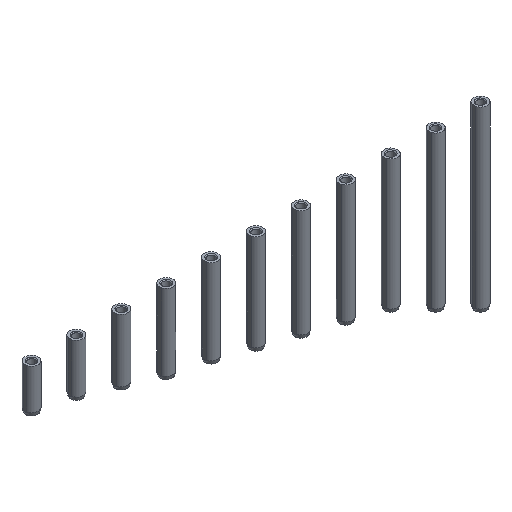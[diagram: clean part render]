
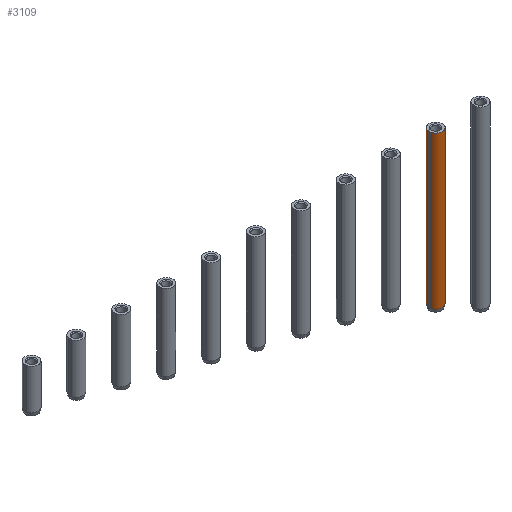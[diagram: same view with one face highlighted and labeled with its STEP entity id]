
A CAD part, isometric view. The second image highlights one B-rep face of the part: STEP entity #3109.
In plain terms, the highlighted free-form (B-spline) face has degree [2, 1] with [7, 2] control points.
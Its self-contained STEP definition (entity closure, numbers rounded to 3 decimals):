
#3072 = EDGE_CURVE('',#3073,#3075,#3077,.T.);
#3073 = VERTEX_POINT('',#3074);
#3074 = CARTESIAN_POINT('',(337.305,-928.455,
    28.034));
#3075 = VERTEX_POINT('',#3076);
#3076 = CARTESIAN_POINT('',(337.305,-929.8,
    28.034));
#3077 = ( BOUNDED_CURVE() B_SPLINE_CURVE(2,(#3078,#3079,#3080,#3081,
#3082,#3083,#3084),.UNSPECIFIED.,.F.,.F.) B_SPLINE_CURVE_WITH_KNOTS((3,2
    ,2,3),(0.284,2.189,4.094,5.999),
.PIECEWISE_BEZIER_KNOTS.) CURVE() GEOMETRIC_REPRESENTATION_ITEM() 
RATIONAL_B_SPLINE_CURVE((1.,0.58,1.,0.58,1.,
0.58,1.)) REPRESENTATION_ITEM('') );
#3078 = CARTESIAN_POINT('',(337.305,-928.455,
    28.034));
#3079 = CARTESIAN_POINT('',(338.251,-925.211,
    28.034));
#3080 = CARTESIAN_POINT('',(341.005,-927.169,
    28.034));
#3081 = CARTESIAN_POINT('',(343.758,-929.128,
    28.034));
#3082 = CARTESIAN_POINT('',(341.005,-931.086,
    28.034));
#3083 = CARTESIAN_POINT('',(338.251,-933.044,
    28.034));
#3084 = CARTESIAN_POINT('',(337.305,-929.8,
    28.034));
#3109 = ADVANCED_FACE('',(#3110),#3137,.T.);
#3110 = FACE_BOUND('',#3111,.T.);
#3111 = EDGE_LOOP('',(#3112,#3119,#3131,#3136));
#3112 = ORIENTED_EDGE('',*,*,#3113,.F.);
#3113 = EDGE_CURVE('',#3114,#3075,#3116,.T.);
#3114 = VERTEX_POINT('',#3115);
#3115 = CARTESIAN_POINT('',(337.305,-929.8,
    -26.352));
#3116 = B_SPLINE_CURVE_WITH_KNOTS('',1,(#3117,#3118),.UNSPECIFIED.,.F.,
  .F.,(2,2),(-39.9,28.),.PIECEWISE_BEZIER_KNOTS.);
#3117 = CARTESIAN_POINT('',(337.305,-929.8,
    -26.352));
#3118 = CARTESIAN_POINT('',(337.305,-929.8,
    28.034));
#3119 = ORIENTED_EDGE('',*,*,#3120,.F.);
#3120 = EDGE_CURVE('',#3121,#3114,#3123,.T.);
#3121 = VERTEX_POINT('',#3122);
#3122 = CARTESIAN_POINT('',(337.305,-928.455,
    -26.352));
#3123 = ( BOUNDED_CURVE() B_SPLINE_CURVE(2,(#3124,#3125,#3126,#3127,
#3128,#3129,#3130),.UNSPECIFIED.,.F.,.F.) B_SPLINE_CURVE_WITH_KNOTS((3,2
    ,2,3),(0.284,2.189,4.094,5.999),
.PIECEWISE_BEZIER_KNOTS.) CURVE() GEOMETRIC_REPRESENTATION_ITEM() 
RATIONAL_B_SPLINE_CURVE((1.,0.58,1.,0.58,1.,
0.58,1.)) REPRESENTATION_ITEM('') );
#3124 = CARTESIAN_POINT('',(337.305,-928.455,
    -26.352));
#3125 = CARTESIAN_POINT('',(338.251,-925.211,
    -26.352));
#3126 = CARTESIAN_POINT('',(341.005,-927.169,
    -26.352));
#3127 = CARTESIAN_POINT('',(343.758,-929.128,
    -26.352));
#3128 = CARTESIAN_POINT('',(341.005,-931.086,
    -26.352));
#3129 = CARTESIAN_POINT('',(338.251,-933.044,
    -26.352));
#3130 = CARTESIAN_POINT('',(337.305,-929.8,
    -26.352));
#3131 = ORIENTED_EDGE('',*,*,#3132,.F.);
#3132 = EDGE_CURVE('',#3073,#3121,#3133,.T.);
#3133 = B_SPLINE_CURVE_WITH_KNOTS('',1,(#3134,#3135),.UNSPECIFIED.,.F.,
  .F.,(2,2),(-28.,39.9),.PIECEWISE_BEZIER_KNOTS.);
#3134 = CARTESIAN_POINT('',(337.305,-928.455,
    28.034));
#3135 = CARTESIAN_POINT('',(337.305,-928.455,
    -26.352));
#3136 = ORIENTED_EDGE('',*,*,#3072,.T.);
#3137 = ( BOUNDED_SURFACE() B_SPLINE_SURFACE(2,1,(
    (#3138,#3139)
    ,(#3140,#3141)
    ,(#3142,#3143)
    ,(#3144,#3145)
    ,(#3146,#3147)
    ,(#3148,#3149)
    ,(#3150,#3151
)),.UNSPECIFIED.,.F.,.F.,.F.) B_SPLINE_SURFACE_WITH_KNOTS((3,2,2,3),(2,2
    ),(-2.858,-0.953,0.953,2.858),(
-28.,39.9),.UNSPECIFIED.) GEOMETRIC_REPRESENTATION_ITEM() 
RATIONAL_B_SPLINE_SURFACE((
    (1.,1.)
    ,(0.58,0.58)
    ,(1.,1.)
    ,(0.58,0.58)
    ,(1.,1.)
    ,(0.58,0.58)
,(1.,1.))) REPRESENTATION_ITEM('') SURFACE() );
#3138 = CARTESIAN_POINT('',(337.305,-928.455,
    28.034));
#3139 = CARTESIAN_POINT('',(337.305,-928.455,
    -26.352));
#3140 = CARTESIAN_POINT('',(338.251,-925.211,
    28.034));
#3141 = CARTESIAN_POINT('',(338.251,-925.211,
    -26.352));
#3142 = CARTESIAN_POINT('',(341.005,-927.169,
    28.034));
#3143 = CARTESIAN_POINT('',(341.005,-927.169,
    -26.352));
#3144 = CARTESIAN_POINT('',(343.758,-929.128,
    28.034));
#3145 = CARTESIAN_POINT('',(343.758,-929.128,
    -26.352));
#3146 = CARTESIAN_POINT('',(341.005,-931.086,
    28.034));
#3147 = CARTESIAN_POINT('',(341.005,-931.086,
    -26.352));
#3148 = CARTESIAN_POINT('',(338.251,-933.044,
    28.034));
#3149 = CARTESIAN_POINT('',(338.251,-933.044,
    -26.352));
#3150 = CARTESIAN_POINT('',(337.305,-929.8,
    28.034));
#3151 = CARTESIAN_POINT('',(337.305,-929.8,
    -26.352));
